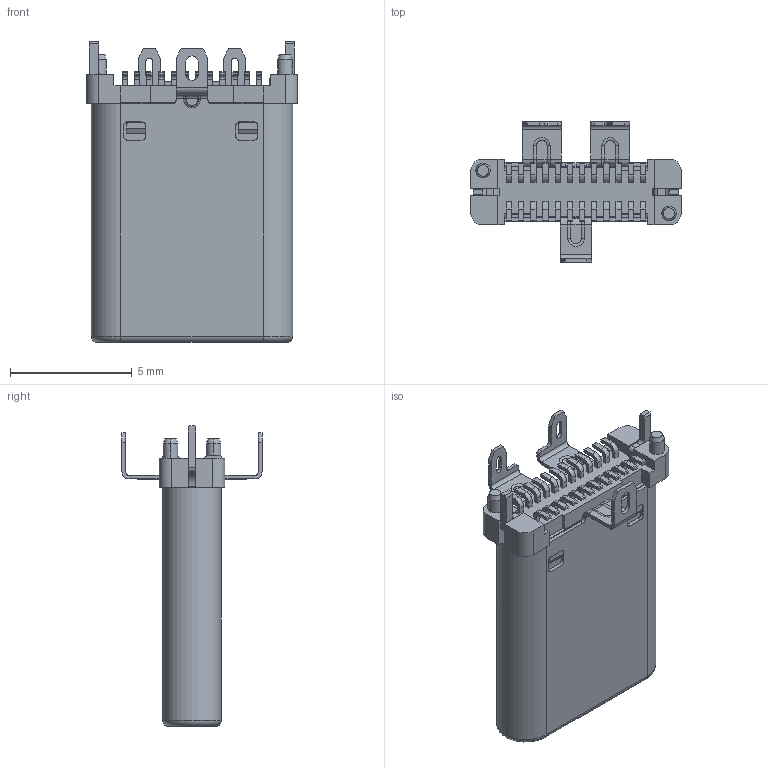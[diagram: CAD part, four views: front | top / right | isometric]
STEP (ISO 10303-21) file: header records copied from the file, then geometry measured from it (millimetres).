
FILE_DESCRIPTION((''),'2;1');
FILE_NAME('TANPIAN-PLASTIC_1_2__2_23_1_1_8','2025-11-22T09:02:26',('Administrator'),(''),'CREO PARAMETRIC BY PTC INC, 2022073','CREO PARAMETRIC BY PTC INC, 2022073','');
FILE_SCHEMA(('CONFIG_CONTROL_DESIGN'));
Length unit declared in the file: millimetre
Products named in the file (1): TANPIAN-PLASTIC_1_2__2_23_1_1_8
Bounding box: 8.65 x 5.75 x 12.34 mm (x, y, z)
Volume: 163.6 mm3; surface area: 496.8 mm2
Topology: 1 solids, 13 shells, 1352 faces, 3801 edges, 2506 vertices
Faces by surface type: plane 998, cylinder 310, torus 28, bspline 12, cone 4
Entity records: 43633 total; most frequent: CARTESIAN_POINT 7973, ORIENTED_EDGE 7602, DIRECTION 7185, EDGE_CURVE 3801, VECTOR 3025, LINE 3025, VERTEX_POINT 2506, AXIS2_PLACEMENT_3D 2080
